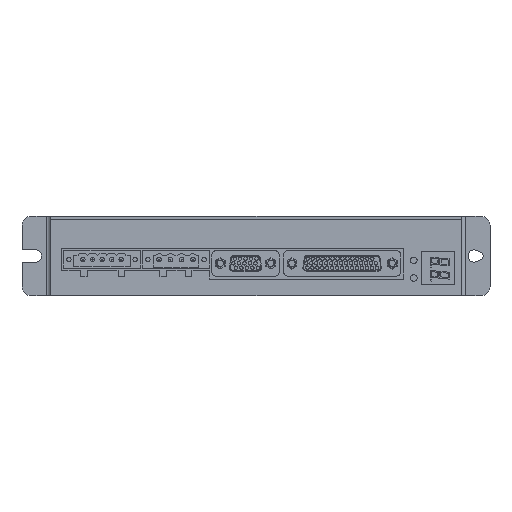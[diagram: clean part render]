
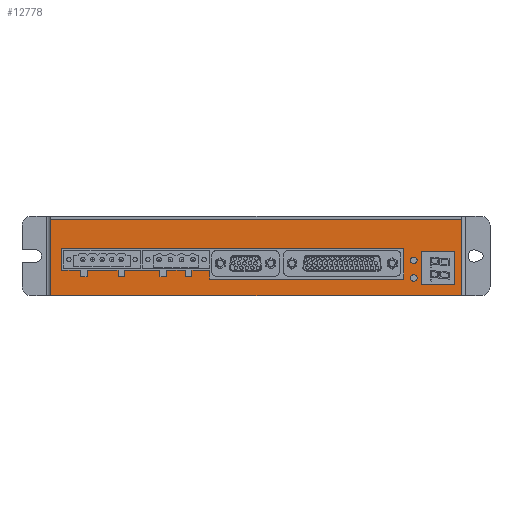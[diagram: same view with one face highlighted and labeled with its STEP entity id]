
A CAD part, front view. The second image highlights one B-rep face of the part: STEP entity #12778.
In plain terms, the highlighted planar face has unit normal (0, -1, 0).
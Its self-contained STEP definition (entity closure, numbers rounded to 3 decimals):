
#13=DIRECTION('',(1.,0.,0.));
#14=VECTOR('',#13,186.);
#15=CARTESIAN_POINT('',(13.,0.,0.));
#16=LINE('',#15,#14);
#725=DIRECTION('',(1.,0.,0.));
#726=VECTOR('',#725,186.);
#727=CARTESIAN_POINT('',(13.,0.,34.5));
#728=LINE('',#727,#726);
#729=DIRECTION('',(0.,0.,1.));
#730=VECTOR('',#729,34.5);
#731=CARTESIAN_POINT('',(199.,0.,0.));
#732=LINE('',#731,#730);
#733=DIRECTION('',(0.,0.,1.));
#734=VECTOR('',#733,34.5);
#735=CARTESIAN_POINT('',(13.,0.,0.));
#736=LINE('',#735,#734);
#737=DIRECTION('',(0.,0.,-1.));
#738=VECTOR('',#737,10.);
#739=CARTESIAN_POINT('',(18.,0.,21.5));
#740=LINE('',#739,#738);
#741=DIRECTION('',(1.,0.,0.));
#742=VECTOR('',#741,8.5);
#743=CARTESIAN_POINT('',(18.,0.,11.5));
#744=LINE('',#743,#742);
#745=DIRECTION('',(0.,0.,-1.));
#746=VECTOR('',#745,3.);
#747=CARTESIAN_POINT('',(26.5,0.,11.5));
#748=LINE('',#747,#746);
#749=DIRECTION('',(1.,0.,0.));
#750=VECTOR('',#749,3.);
#751=CARTESIAN_POINT('',(26.5,0.,8.5));
#752=LINE('',#751,#750);
#753=DIRECTION('',(0.,0.,1.));
#754=VECTOR('',#753,3.);
#755=CARTESIAN_POINT('',(29.5,0.,8.5));
#756=LINE('',#755,#754);
#757=DIRECTION('',(1.,0.,0.));
#758=VECTOR('',#757,14.);
#759=CARTESIAN_POINT('',(29.5,0.,11.5));
#760=LINE('',#759,#758);
#761=DIRECTION('',(0.,0.,-1.));
#762=VECTOR('',#761,3.);
#763=CARTESIAN_POINT('',(43.5,0.,11.5));
#764=LINE('',#763,#762);
#765=DIRECTION('',(1.,0.,0.));
#766=VECTOR('',#765,3.);
#767=CARTESIAN_POINT('',(43.5,0.,8.5));
#768=LINE('',#767,#766);
#769=DIRECTION('',(0.,0.,1.));
#770=VECTOR('',#769,3.);
#771=CARTESIAN_POINT('',(46.5,0.,8.5));
#772=LINE('',#771,#770);
#773=DIRECTION('',(1.,0.,0.));
#774=VECTOR('',#773,16.);
#775=CARTESIAN_POINT('',(46.5,0.,11.5));
#776=LINE('',#775,#774);
#777=DIRECTION('',(0.,0.,-1.));
#778=VECTOR('',#777,3.);
#779=CARTESIAN_POINT('',(62.5,0.,11.5));
#780=LINE('',#779,#778);
#781=DIRECTION('',(1.,0.,0.));
#782=VECTOR('',#781,3.);
#783=CARTESIAN_POINT('',(62.5,0.,8.5));
#784=LINE('',#783,#782);
#785=DIRECTION('',(0.,0.,1.));
#786=VECTOR('',#785,3.);
#787=CARTESIAN_POINT('',(65.5,0.,8.5));
#788=LINE('',#787,#786);
#789=DIRECTION('',(1.,0.,0.));
#790=VECTOR('',#789,8.5);
#791=CARTESIAN_POINT('',(65.5,0.,11.5));
#792=LINE('',#791,#790);
#793=DIRECTION('',(0.,0.,-1.));
#794=VECTOR('',#793,3.);
#795=CARTESIAN_POINT('',(74.,0.,11.5));
#796=LINE('',#795,#794);
#797=DIRECTION('',(1.,0.,0.));
#798=VECTOR('',#797,3.);
#799=CARTESIAN_POINT('',(74.,0.,8.5));
#800=LINE('',#799,#798);
#801=DIRECTION('',(0.,0.,1.));
#802=VECTOR('',#801,3.);
#803=CARTESIAN_POINT('',(77.,0.,8.5));
#804=LINE('',#803,#802);
#805=DIRECTION('',(1.,0.,0.));
#806=VECTOR('',#805,8.);
#807=CARTESIAN_POINT('',(77.,0.,11.5));
#808=LINE('',#807,#806);
#809=DIRECTION('',(0.,0.,-1.));
#810=VECTOR('',#809,4.);
#811=CARTESIAN_POINT('',(85.,0.,11.5));
#812=LINE('',#811,#810);
#813=DIRECTION('',(1.,0.,0.));
#814=VECTOR('',#813,88.);
#815=CARTESIAN_POINT('',(85.,0.,7.5));
#816=LINE('',#815,#814);
#817=DIRECTION('',(0.,0.,1.));
#818=VECTOR('',#817,14.);
#819=CARTESIAN_POINT('',(173.,0.,7.5));
#820=LINE('',#819,#818);
#821=DIRECTION('',(-1.,0.,0.));
#822=VECTOR('',#821,155.);
#823=CARTESIAN_POINT('',(173.,0.,21.5));
#824=LINE('',#823,#822);
#825=CARTESIAN_POINT('',(177.5,0.,8.));
#826=DIRECTION('',(0.,-1.,0.));
#827=DIRECTION('',(1.,0.,0.));
#828=AXIS2_PLACEMENT_3D('',#825,#826,#827);
#830=CARTESIAN_POINT('',(177.5,0.,8.));
#831=DIRECTION('',(0.,-1.,0.));
#832=DIRECTION('',(-1.,0.,0.));
#833=AXIS2_PLACEMENT_3D('',#830,#831,#832);
#835=CARTESIAN_POINT('',(177.5,0.,16.));
#836=DIRECTION('',(0.,-1.,0.));
#837=DIRECTION('',(1.,0.,0.));
#838=AXIS2_PLACEMENT_3D('',#835,#836,#837);
#840=CARTESIAN_POINT('',(177.5,0.,16.));
#841=DIRECTION('',(0.,-1.,0.));
#842=DIRECTION('',(-1.,0.,0.));
#843=AXIS2_PLACEMENT_3D('',#840,#841,#842);
#845=DIRECTION('',(0.,0.,-1.));
#846=VECTOR('',#845,15.);
#847=CARTESIAN_POINT('',(181.,0.,20.));
#848=LINE('',#847,#846);
#849=DIRECTION('',(1.,0.,0.));
#850=VECTOR('',#849,15.);
#851=CARTESIAN_POINT('',(181.,0.,5.));
#852=LINE('',#851,#850);
#853=DIRECTION('',(0.,0.,1.));
#854=VECTOR('',#853,15.);
#855=CARTESIAN_POINT('',(196.,0.,5.));
#856=LINE('',#855,#854);
#857=DIRECTION('',(-1.,0.,0.));
#858=VECTOR('',#857,15.);
#859=CARTESIAN_POINT('',(196.,0.,20.));
#860=LINE('',#859,#858);
#9105=CARTESIAN_POINT('',(13.,0.,0.));
#9106=CARTESIAN_POINT('',(199.,0.,0.));
#9107=VERTEX_POINT('',#9105);
#9108=VERTEX_POINT('',#9106);
#9469=CARTESIAN_POINT('',(13.,0.,34.5));
#9470=CARTESIAN_POINT('',(199.,0.,34.5));
#9471=VERTEX_POINT('',#9469);
#9472=VERTEX_POINT('',#9470);
#9549=CARTESIAN_POINT('',(18.,0.,21.5));
#9550=CARTESIAN_POINT('',(18.,0.,11.5));
#9551=VERTEX_POINT('',#9549);
#9552=VERTEX_POINT('',#9550);
#9553=CARTESIAN_POINT('',(26.5,0.,11.5));
#9554=VERTEX_POINT('',#9553);
#9555=CARTESIAN_POINT('',(26.5,0.,8.5));
#9556=VERTEX_POINT('',#9555);
#9557=CARTESIAN_POINT('',(29.5,0.,8.5));
#9558=VERTEX_POINT('',#9557);
#9559=CARTESIAN_POINT('',(29.5,0.,11.5));
#9560=VERTEX_POINT('',#9559);
#9561=CARTESIAN_POINT('',(43.5,0.,11.5));
#9562=VERTEX_POINT('',#9561);
#9563=CARTESIAN_POINT('',(43.5,0.,8.5));
#9564=VERTEX_POINT('',#9563);
#9565=CARTESIAN_POINT('',(46.5,0.,8.5));
#9566=VERTEX_POINT('',#9565);
#9567=CARTESIAN_POINT('',(46.5,0.,11.5));
#9568=VERTEX_POINT('',#9567);
#9569=CARTESIAN_POINT('',(62.5,0.,11.5));
#9570=VERTEX_POINT('',#9569);
#9571=CARTESIAN_POINT('',(62.5,0.,8.5));
#9572=VERTEX_POINT('',#9571);
#9573=CARTESIAN_POINT('',(65.5,0.,8.5));
#9574=VERTEX_POINT('',#9573);
#9575=CARTESIAN_POINT('',(65.5,0.,11.5));
#9576=VERTEX_POINT('',#9575);
#9577=CARTESIAN_POINT('',(74.,0.,11.5));
#9578=VERTEX_POINT('',#9577);
#9579=CARTESIAN_POINT('',(74.,0.,8.5));
#9580=VERTEX_POINT('',#9579);
#9581=CARTESIAN_POINT('',(77.,0.,8.5));
#9582=VERTEX_POINT('',#9581);
#9583=CARTESIAN_POINT('',(77.,0.,11.5));
#9584=VERTEX_POINT('',#9583);
#9585=CARTESIAN_POINT('',(85.,0.,11.5));
#9586=VERTEX_POINT('',#9585);
#9587=CARTESIAN_POINT('',(85.,0.,7.5));
#9588=VERTEX_POINT('',#9587);
#9589=CARTESIAN_POINT('',(173.,0.,7.5));
#9590=VERTEX_POINT('',#9589);
#9591=CARTESIAN_POINT('',(173.,0.,21.5));
#9592=VERTEX_POINT('',#9591);
#10331=CARTESIAN_POINT('',(179.,0.,8.));
#10332=CARTESIAN_POINT('',(176.,0.,8.));
#10333=VERTEX_POINT('',#10331);
#10334=VERTEX_POINT('',#10332);
#10335=CARTESIAN_POINT('',(179.,0.,16.));
#10336=CARTESIAN_POINT('',(176.,0.,16.));
#10337=VERTEX_POINT('',#10335);
#10338=VERTEX_POINT('',#10336);
#10347=CARTESIAN_POINT('',(181.,0.,20.));
#10348=CARTESIAN_POINT('',(181.,0.,5.));
#10349=VERTEX_POINT('',#10347);
#10350=VERTEX_POINT('',#10348);
#10351=CARTESIAN_POINT('',(196.,0.,5.));
#10352=VERTEX_POINT('',#10351);
#10353=CARTESIAN_POINT('',(196.,0.,20.));
#10354=VERTEX_POINT('',#10353);
#12698=CARTESIAN_POINT('',(0.,0.,0.));
#12699=DIRECTION('',(0.,-1.,0.));
#12700=DIRECTION('',(1.,0.,0.));
#12701=AXIS2_PLACEMENT_3D('',#12698,#12699,#12700);
#12702=PLANE('',#12701);
#12703=ORIENTED_EDGE('',*,*,#12452,.T.);
#12704=ORIENTED_EDGE('',*,*,#12486,.F.);
#12705=ORIENTED_EDGE('',*,*,#11904,.F.);
#12707=ORIENTED_EDGE('',*,*,#12706,.T.);
#12708=EDGE_LOOP('',(#12703,#12704,#12705,#12707));
#12709=FACE_OUTER_BOUND('',#12708,.F.);
#12711=ORIENTED_EDGE('',*,*,#12710,.T.);
#12713=ORIENTED_EDGE('',*,*,#12712,.T.);
#12715=ORIENTED_EDGE('',*,*,#12714,.T.);
#12717=ORIENTED_EDGE('',*,*,#12716,.T.);
#12719=ORIENTED_EDGE('',*,*,#12718,.T.);
#12721=ORIENTED_EDGE('',*,*,#12720,.T.);
#12723=ORIENTED_EDGE('',*,*,#12722,.T.);
#12725=ORIENTED_EDGE('',*,*,#12724,.T.);
#12727=ORIENTED_EDGE('',*,*,#12726,.T.);
#12729=ORIENTED_EDGE('',*,*,#12728,.T.);
#12731=ORIENTED_EDGE('',*,*,#12730,.T.);
#12733=ORIENTED_EDGE('',*,*,#12732,.T.);
#12735=ORIENTED_EDGE('',*,*,#12734,.T.);
#12737=ORIENTED_EDGE('',*,*,#12736,.T.);
#12739=ORIENTED_EDGE('',*,*,#12738,.T.);
#12741=ORIENTED_EDGE('',*,*,#12740,.T.);
#12743=ORIENTED_EDGE('',*,*,#12742,.T.);
#12745=ORIENTED_EDGE('',*,*,#12744,.T.);
#12747=ORIENTED_EDGE('',*,*,#12746,.T.);
#12749=ORIENTED_EDGE('',*,*,#12748,.T.);
#12751=ORIENTED_EDGE('',*,*,#12750,.T.);
#12753=ORIENTED_EDGE('',*,*,#12752,.T.);
#12754=EDGE_LOOP('',(#12711,#12713,#12715,#12717,#12719,#12721,#12723,#12725,
#12727,#12729,#12731,#12733,#12735,#12737,#12739,#12741,#12743,#12745,#12747,
#12749,#12751,#12753));
#12755=FACE_BOUND('',#12754,.F.);
#12757=ORIENTED_EDGE('',*,*,#12756,.T.);
#12759=ORIENTED_EDGE('',*,*,#12758,.T.);
#12760=EDGE_LOOP('',(#12757,#12759));
#12761=FACE_BOUND('',#12760,.F.);
#12763=ORIENTED_EDGE('',*,*,#12762,.T.);
#12765=ORIENTED_EDGE('',*,*,#12764,.T.);
#12766=EDGE_LOOP('',(#12763,#12765));
#12767=FACE_BOUND('',#12766,.F.);
#12769=ORIENTED_EDGE('',*,*,#12768,.T.);
#12771=ORIENTED_EDGE('',*,*,#12770,.T.);
#12773=ORIENTED_EDGE('',*,*,#12772,.T.);
#12775=ORIENTED_EDGE('',*,*,#12774,.T.);
#12776=EDGE_LOOP('',(#12769,#12771,#12773,#12775));
#12777=FACE_BOUND('',#12776,.F.);
#829=CIRCLE('',#828,1.5);
#834=CIRCLE('',#833,1.5);
#839=CIRCLE('',#838,1.5);
#844=CIRCLE('',#843,1.5);
#11904=EDGE_CURVE('',#9107,#9108,#16,.T.);
#12452=EDGE_CURVE('',#9471,#9472,#728,.T.);
#12486=EDGE_CURVE('',#9108,#9472,#732,.T.);
#12706=EDGE_CURVE('',#9107,#9471,#736,.T.);
#12710=EDGE_CURVE('',#9551,#9552,#740,.T.);
#12712=EDGE_CURVE('',#9552,#9554,#744,.T.);
#12714=EDGE_CURVE('',#9554,#9556,#748,.T.);
#12716=EDGE_CURVE('',#9556,#9558,#752,.T.);
#12718=EDGE_CURVE('',#9558,#9560,#756,.T.);
#12720=EDGE_CURVE('',#9560,#9562,#760,.T.);
#12722=EDGE_CURVE('',#9562,#9564,#764,.T.);
#12724=EDGE_CURVE('',#9564,#9566,#768,.T.);
#12726=EDGE_CURVE('',#9566,#9568,#772,.T.);
#12728=EDGE_CURVE('',#9568,#9570,#776,.T.);
#12730=EDGE_CURVE('',#9570,#9572,#780,.T.);
#12732=EDGE_CURVE('',#9572,#9574,#784,.T.);
#12734=EDGE_CURVE('',#9574,#9576,#788,.T.);
#12736=EDGE_CURVE('',#9576,#9578,#792,.T.);
#12738=EDGE_CURVE('',#9578,#9580,#796,.T.);
#12740=EDGE_CURVE('',#9580,#9582,#800,.T.);
#12742=EDGE_CURVE('',#9582,#9584,#804,.T.);
#12744=EDGE_CURVE('',#9584,#9586,#808,.T.);
#12746=EDGE_CURVE('',#9586,#9588,#812,.T.);
#12748=EDGE_CURVE('',#9588,#9590,#816,.T.);
#12750=EDGE_CURVE('',#9590,#9592,#820,.T.);
#12752=EDGE_CURVE('',#9592,#9551,#824,.T.);
#12756=EDGE_CURVE('',#10333,#10334,#829,.T.);
#12758=EDGE_CURVE('',#10334,#10333,#834,.T.);
#12762=EDGE_CURVE('',#10337,#10338,#839,.T.);
#12764=EDGE_CURVE('',#10338,#10337,#844,.T.);
#12768=EDGE_CURVE('',#10349,#10350,#848,.T.);
#12770=EDGE_CURVE('',#10350,#10352,#852,.T.);
#12772=EDGE_CURVE('',#10352,#10354,#856,.T.);
#12774=EDGE_CURVE('',#10354,#10349,#860,.T.);
#12778=ADVANCED_FACE('',(#12709,#12755,#12761,#12767,#12777),#12702,.T.);
